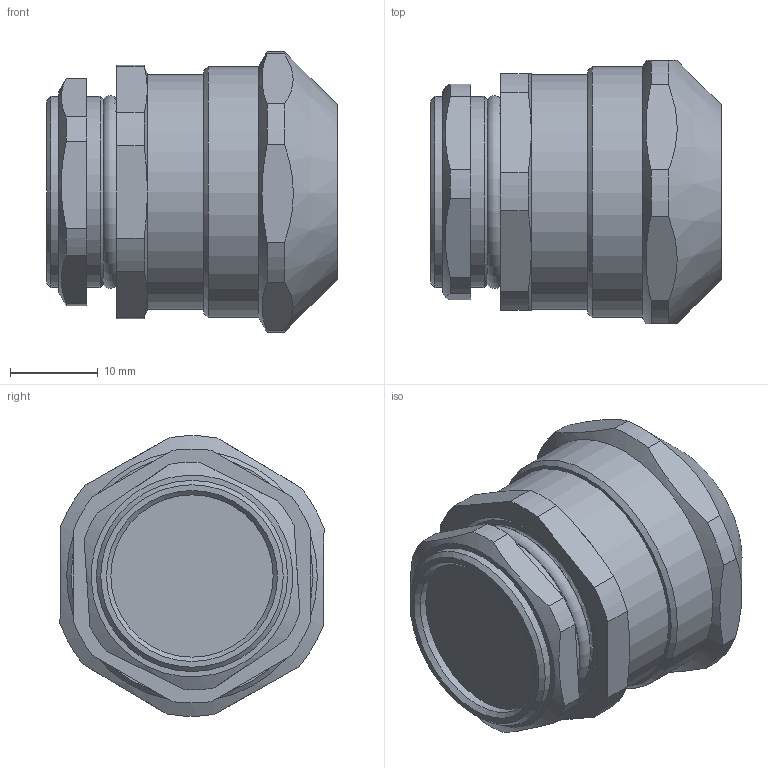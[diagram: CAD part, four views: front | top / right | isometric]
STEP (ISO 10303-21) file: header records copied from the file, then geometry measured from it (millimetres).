
FILE_DESCRIPTION(/* description */ (''),/* implementation_level */ '2;1');
FILE_NAME(/* name */ 'ZETARUS VK1-LS-M22-18-L8.stp',/* time_stamp */ '2022-02-10T08:18:41+07:00',/* author */ ('zeta-09'),/* organization */ (''),/* preprocessor_version */ 'ST-DEVELOPER v18.1',/* originating_system */ 'Autodesk Inventor 2021',/* authorisation */ '');
FILE_SCHEMA (('AUTOMOTIVE_DESIGN { 1 0 10303 214 3 1 1 }'));
Length unit declared in the file: millimetre
Products named in the file (1): Деталь4
Bounding box: 33.18 x 30.12 x 31.97 mm (x, y, z)
Volume: 17940.8 mm3; surface area: 4466 mm2
Topology: 1 solids, 1 shells, 68 faces, 163 edges, 105 vertices
Faces by surface type: plane 28, cylinder 24, cone 14, torus 2
Full cylindrical faces by diameter (mm): 18.5 x2, 21.8 x2, 26.8 x1, 28.6 x1
Entity records: 2081 total; most frequent: CARTESIAN_POINT 401, DIRECTION 338, ORIENTED_EDGE 326, EDGE_CURVE 163, AXIS2_PLACEMENT_3D 138, VERTEX_POINT 105, EDGE_LOOP 76, CIRCLE 69
